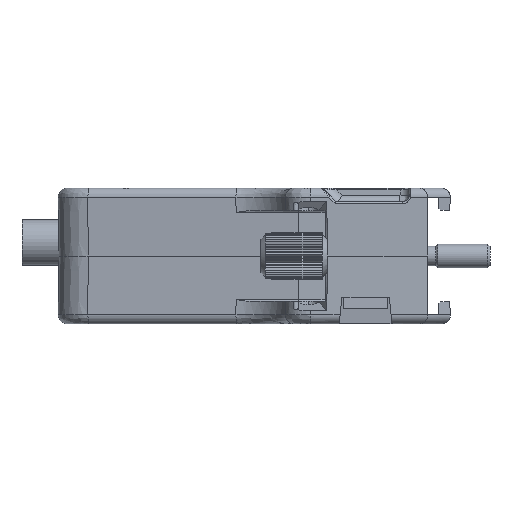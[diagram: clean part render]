
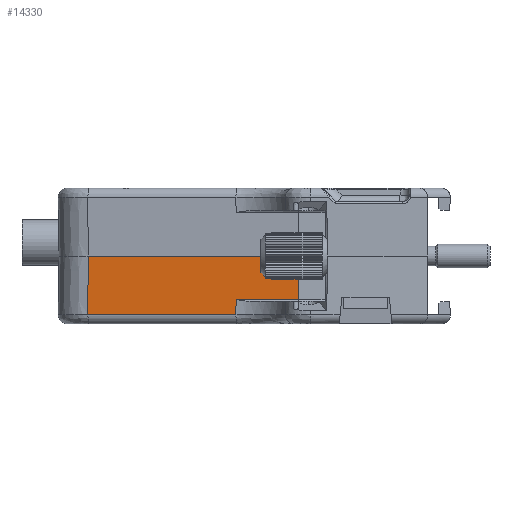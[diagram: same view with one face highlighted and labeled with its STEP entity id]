
A CAD part, left-side view. The second image highlights one B-rep face of the part: STEP entity #14330.
In plain terms, the highlighted planar face has unit normal (-0.994, 0.104, 0.018).
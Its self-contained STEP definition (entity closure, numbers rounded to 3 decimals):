
#1040 = EDGE_CURVE ( 'NONE', #42330, #17894, #16496, .T. ) ;
#2048 = CARTESIAN_POINT ( 'NONE',  ( -13.724, 21.27, 1. ) ) ;
#2281 = EDGE_CURVE ( 'NONE', #24000, #42330, #30009, .T. ) ;
#3039 = CARTESIAN_POINT ( 'NONE',  ( -13.61, 21.258, 7.53 ) ) ;
#3662 = ORIENTED_EDGE ( 'NONE', *, *, #25316, .T. ) ;
#4519 = LINE ( 'NONE', #2048, #12796 ) ;
#5292 = EDGE_CURVE ( 'NONE', #25424, #17189, #4519, .T. ) ;
#6101 = DIRECTION ( 'NONE',  ( 0.105, 0.995, 0. ) ) ;
#6613 = FACE_OUTER_BOUND ( 'NONE', #33776, .T. ) ;
#6799 = ORIENTED_EDGE ( 'NONE', *, *, #5292, .F. ) ;
#8220 = CARTESIAN_POINT ( 'NONE',  ( -11.998, 37.687, 1. ) ) ;
#8315 = CARTESIAN_POINT ( 'NONE',  ( -13.724, 21.27, 1. ) ) ;
#8347 = ORIENTED_EDGE ( 'NONE', *, *, #2281, .T. ) ;
#8445 = DIRECTION ( 'NONE',  ( 0.105, 0.995, 0. ) ) ;
#9210 = CARTESIAN_POINT ( 'NONE',  ( -11.998, 37.687, 1. ) ) ;
#9511 = LINE ( 'NONE', #31385, #20026 ) ;
#11599 = CARTESIAN_POINT ( 'NONE',  ( -14.425, 14.345, 2.51 ) ) ;
#11859 = DIRECTION ( 'NONE',  ( -0.105, -0.995, 0. ) ) ;
#12796 = VECTOR ( 'NONE', #8445, 1000. ) ;
#13918 = DIRECTION ( 'NONE',  ( -0.105, -0.995, 0. ) ) ;
#13940 = AXIS2_PLACEMENT_3D ( 'NONE', #8315, #32894, #11859 ) ;
#14330 = ADVANCED_FACE ( 'NONE', ( #6613 ), #15264, .T. ) ;
#15264 = PLANE ( 'NONE',  #13940 ) ;
#15391 = VECTOR ( 'NONE', #6101, 1000. ) ;
#15920 = LINE ( 'NONE', #8220, #42850 ) ;
#16496 = LINE ( 'NONE', #3039, #15391 ) ;
#17189 = VERTEX_POINT ( 'NONE', #9210 ) ;
#17825 = ORIENTED_EDGE ( 'NONE', *, *, #1040, .T. ) ;
#17894 = VERTEX_POINT ( 'NONE', #17944 ) ;
#17944 = CARTESIAN_POINT ( 'NONE',  ( -11.885, 37.675, 7.53 ) ) ;
#17956 = DIRECTION ( 'NONE',  ( 0.017, -0.001, 1. ) ) ;
#18484 = VECTOR ( 'NONE', #17956, 1000. ) ;
#20026 = VECTOR ( 'NONE', #13918, 1000. ) ;
#20524 = CARTESIAN_POINT ( 'NONE',  ( -14.337, 14.341, 7.53 ) ) ;
#22631 = ORIENTED_EDGE ( 'NONE', *, *, #32754, .T. ) ;
#24000 = VERTEX_POINT ( 'NONE', #41667 ) ;
#25316 = EDGE_CURVE ( 'NONE', #25424, #41677, #43326, .T. ) ;
#25424 = VERTEX_POINT ( 'NONE', #38137 ) ;
#30009 = LINE ( 'NONE', #11599, #18484 ) ;
#30343 = EDGE_CURVE ( 'NONE', #17894, #17189, #15920, .T. ) ;
#30632 = DIRECTION ( 'NONE',  ( 0.017, -0.002, 1. ) ) ;
#31385 = CARTESIAN_POINT ( 'NONE',  ( -13.694, 21.267, 2.707 ) ) ;
#32754 = EDGE_CURVE ( 'NONE', #41677, #24000, #9511, .T. ) ;
#32787 = DIRECTION ( 'NONE',  ( -0.017, 0.002, -1. ) ) ;
#32845 = VECTOR ( 'NONE', #30632, 1000. ) ;
#32894 = DIRECTION ( 'NONE',  ( -0.994, 0.105, 0.017 ) ) ;
#33776 = EDGE_LOOP ( 'NONE', ( #35670, #6799, #3662, #22631, #8347, #17825 ) ) ;
#35670 = ORIENTED_EDGE ( 'NONE', *, *, #30343, .T. ) ;
#38137 = CARTESIAN_POINT ( 'NONE',  ( -13.724, 21.27, 1. ) ) ;
#41667 = CARTESIAN_POINT ( 'NONE',  ( -14.422, 14.345, 2.707 ) ) ;
#41677 = VERTEX_POINT ( 'NONE', #44393 ) ;
#42330 = VERTEX_POINT ( 'NONE', #20524 ) ;
#42850 = VECTOR ( 'NONE', #32787, 1000. ) ;
#43326 = LINE ( 'NONE', #44641, #32845 ) ;
#44393 = CARTESIAN_POINT ( 'NONE',  ( -13.694, 21.267, 2.707 ) ) ;
#44641 = CARTESIAN_POINT ( 'NONE',  ( 8648.622, -889.18, 499000. ) ) ;
